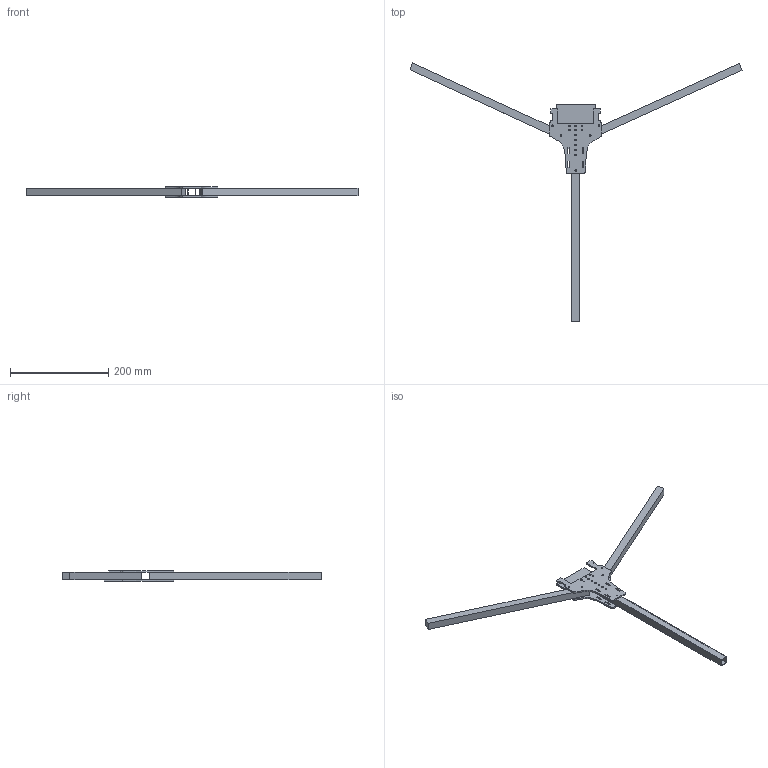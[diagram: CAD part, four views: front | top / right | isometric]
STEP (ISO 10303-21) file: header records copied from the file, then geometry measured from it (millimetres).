
FILE_DESCRIPTION( ( '' ), ' ' );
FILE_NAME( '5ad3b67a3f4c640eb5968518.step', '2018-04-15T20:30:50', ( '' ), ( '' ), ' ', ' ', ' ' );
FILE_SCHEMA( ( 'AUTOMOTIVE_DESIGN { 1 0 10303 214 1 1 1 1 }' ) );
Length unit declared in the file: metre
Products named in the file (6): Assem1; Part 1; Part 2; Part 3; Part 4
Assembly tree (5 placements, depth 2):
  Assem1
    Part 1
    Part 2
    Part 3
    Part 4
    Part 4
Bounding box: 675.32 x 525.33 x 21.59 mm (x, y, z)
Volume: 229860.6 mm3; surface area: 121856.7 mm2
Topology: 5 solids, 5 shells, 149 faces, 417 edges, 278 vertices
Faces by surface type: plane 82, cylinder 63, extrusion 4
Full cylindrical faces by diameter (mm): 3.175 x37
Entity records: 4977 total; most frequent: CARTESIAN_POINT 885, DIRECTION 804, ORIENTED_EDGE 760, EDGE_CURVE 380, EDGE_LOOP 280, VERTEX_POINT 278, AXIS2_PLACEMENT_3D 277, VECTOR 250
